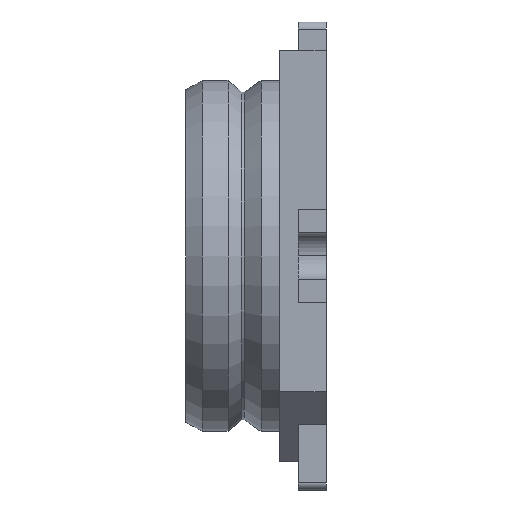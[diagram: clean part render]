
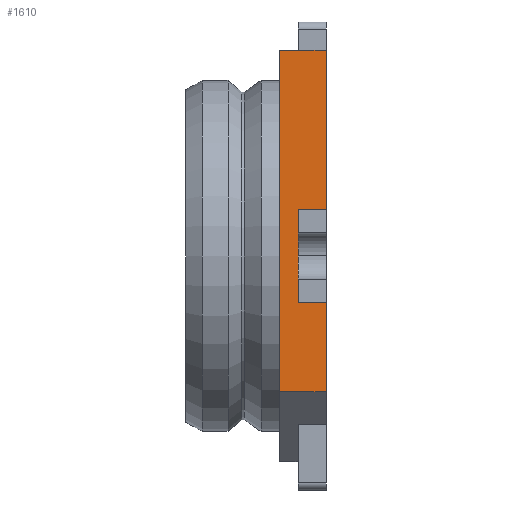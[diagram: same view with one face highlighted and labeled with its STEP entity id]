
A CAD part, left-side view. The second image highlights one B-rep face of the part: STEP entity #1610.
In plain terms, the highlighted planar face has unit normal (-1, 0, 0).
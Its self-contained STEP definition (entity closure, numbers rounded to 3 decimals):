
#1 = CARTESIAN_POINT ( 'NONE',  ( -0.84, 0.12, 0.2 ) ) ;
#2 = CARTESIAN_POINT ( 'NONE',  ( -0.84, 0., -0.58 ) ) ;
#84 = DIRECTION ( 'NONE',  ( 0., 0., -1. ) ) ;
#140 = CARTESIAN_POINT ( 'NONE',  ( -0.84, 0.2, -0.58 ) ) ;
#227 = VECTOR ( 'NONE', #2097, 1000. ) ;
#245 = ORIENTED_EDGE ( 'NONE', *, *, #1007, .T. ) ;
#265 = VERTEX_POINT ( 'NONE', #140 ) ;
#336 = VERTEX_POINT ( 'NONE', #1 ) ;
#341 = VECTOR ( 'NONE', #1850, 1000. ) ;
#417 = ORIENTED_EDGE ( 'NONE', *, *, #2151, .T. ) ;
#444 = CARTESIAN_POINT ( 'NONE',  ( -0.84, 0., 0.88 ) ) ;
#465 = ORIENTED_EDGE ( 'NONE', *, *, #757, .T. ) ;
#643 = LINE ( 'NONE', #1952, #1256 ) ;
#650 = VERTEX_POINT ( 'NONE', #2129 ) ;
#693 = DIRECTION ( 'NONE',  ( 0., 0., -1. ) ) ;
#716 = EDGE_CURVE ( 'NONE', #650, #336, #1886, .T. ) ;
#730 = CARTESIAN_POINT ( 'NONE',  ( -0.84, 0.2, 0.88 ) ) ;
#757 = EDGE_CURVE ( 'NONE', #265, #778, #1440, .T. ) ;
#778 = VERTEX_POINT ( 'NONE', #2 ) ;
#808 = ORIENTED_EDGE ( 'NONE', *, *, #1195, .F. ) ;
#812 = CARTESIAN_POINT ( 'NONE',  ( -0.84, 0.12, -0.2 ) ) ;
#819 = AXIS2_PLACEMENT_3D ( 'NONE', #1785, #1348, #693 ) ;
#940 = EDGE_CURVE ( 'NONE', #336, #1393, #1414, .T. ) ;
#980 = VECTOR ( 'NONE', #84, 1000. ) ;
#987 = CARTESIAN_POINT ( 'NONE',  ( -0.84, 0., -0.2 ) ) ;
#1007 = EDGE_CURVE ( 'NONE', #650, #2049, #1727, .T. ) ;
#1020 = VERTEX_POINT ( 'NONE', #987 ) ;
#1105 = DIRECTION ( 'NONE',  ( 0., 0., 1. ) ) ;
#1157 = CARTESIAN_POINT ( 'NONE',  ( -0.84, 0.2, 0.88 ) ) ;
#1174 = DIRECTION ( 'NONE',  ( 0., 0., 1. ) ) ;
#1195 = EDGE_CURVE ( 'NONE', #1393, #1020, #1230, .T. ) ;
#1230 = LINE ( 'NONE', #1400, #227 ) ;
#1243 = ORIENTED_EDGE ( 'NONE', *, *, #1322, .F. ) ;
#1256 = VECTOR ( 'NONE', #1105, 1000. ) ;
#1309 = VECTOR ( 'NONE', #1315, 1000. ) ;
#1315 = DIRECTION ( 'NONE',  ( 0., -1., 0. ) ) ;
#1322 = EDGE_CURVE ( 'NONE', #265, #1757, #643, .T. ) ;
#1348 = DIRECTION ( 'NONE',  ( 1., 0., 0. ) ) ;
#1367 = LINE ( 'NONE', #730, #1309 ) ;
#1393 = VERTEX_POINT ( 'NONE', #812 ) ;
#1400 = CARTESIAN_POINT ( 'NONE',  ( -0.84, 0.15, -0.2 ) ) ;
#1414 = LINE ( 'NONE', #1787, #980 ) ;
#1434 = DIRECTION ( 'NONE',  ( 0., -1., 0. ) ) ;
#1440 = LINE ( 'NONE', #2025, #1726 ) ;
#1452 = LINE ( 'NONE', #1670, #1917 ) ;
#1490 = ORIENTED_EDGE ( 'NONE', *, *, #2068, .F. ) ;
#1503 = CARTESIAN_POINT ( 'NONE',  ( -0.84, 0., -0.58 ) ) ;
#1610 = ADVANCED_FACE ( 'NONE', ( #1853 ), #1708, .F. ) ;
#1647 = ORIENTED_EDGE ( 'NONE', *, *, #940, .F. ) ;
#1670 = CARTESIAN_POINT ( 'NONE',  ( -0.84, 0., -0.58 ) ) ;
#1680 = ORIENTED_EDGE ( 'NONE', *, *, #716, .F. ) ;
#1708 = PLANE ( 'NONE',  #819 ) ;
#1726 = VECTOR ( 'NONE', #1434, 1000. ) ;
#1727 = LINE ( 'NONE', #1503, #1966 ) ;
#1745 = EDGE_LOOP ( 'NONE', ( #417, #808, #1647, #1680, #245, #1490, #1243, #465 ) ) ;
#1757 = VERTEX_POINT ( 'NONE', #1157 ) ;
#1785 = CARTESIAN_POINT ( 'NONE',  ( -0.84, 0.2, -0.58 ) ) ;
#1787 = CARTESIAN_POINT ( 'NONE',  ( -0.84, 0.12, -0.317 ) ) ;
#1850 = DIRECTION ( 'NONE',  ( 0., 1., 0. ) ) ;
#1853 = FACE_OUTER_BOUND ( 'NONE', #1745, .T. ) ;
#1877 = CARTESIAN_POINT ( 'NONE',  ( -0.84, 0.15, 0.2 ) ) ;
#1886 = LINE ( 'NONE', #1877, #341 ) ;
#1917 = VECTOR ( 'NONE', #2054, 1000. ) ;
#1952 = CARTESIAN_POINT ( 'NONE',  ( -0.84, 0.2, -0.58 ) ) ;
#1966 = VECTOR ( 'NONE', #1174, 1000. ) ;
#2025 = CARTESIAN_POINT ( 'NONE',  ( -0.84, 0.2, -0.58 ) ) ;
#2049 = VERTEX_POINT ( 'NONE', #444 ) ;
#2054 = DIRECTION ( 'NONE',  ( 0., 0., 1. ) ) ;
#2068 = EDGE_CURVE ( 'NONE', #1757, #2049, #1367, .T. ) ;
#2097 = DIRECTION ( 'NONE',  ( 0., -1., 0. ) ) ;
#2129 = CARTESIAN_POINT ( 'NONE',  ( -0.84, 0., 0.2 ) ) ;
#2151 = EDGE_CURVE ( 'NONE', #778, #1020, #1452, .T. ) ;
